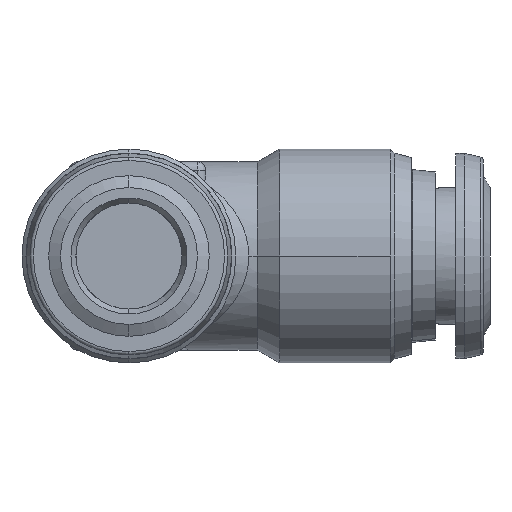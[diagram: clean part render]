
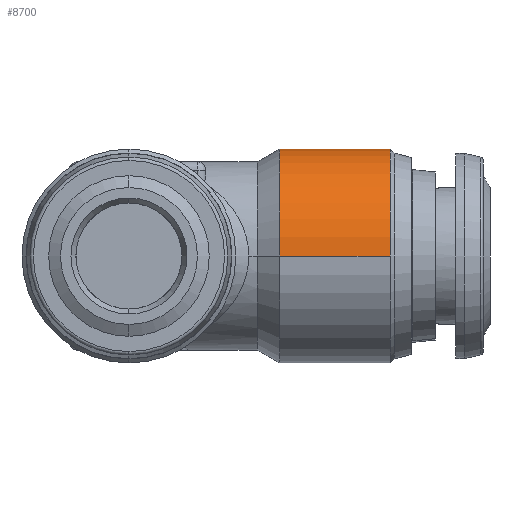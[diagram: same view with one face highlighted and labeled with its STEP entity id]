
A CAD part, left-side view. The second image highlights one B-rep face of the part: STEP entity #8700.
In plain terms, the highlighted cylindrical face has radius 6.25 mm (diameter 12.5 mm), a partial arc.
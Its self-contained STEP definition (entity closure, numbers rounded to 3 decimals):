
#326 = AXIS2_PLACEMENT_3D ( 'NONE', #7933, #7934, #7942 ) ;
#2565 = CIRCLE ( 'NONE', #3317, 6.25 ) ;
#2614 = CIRCLE ( 'NONE', #3334, 6.25 ) ;
#2630 = LINE ( 'NONE', #5999, #2633 ) ;
#2632 = CIRCLE ( 'NONE', #3337, 6.25 ) ;
#2633 = VECTOR ( 'NONE', #6000, 1000. ) ;
#2634 = LINE ( 'NONE', #5994, #2636 ) ;
#2636 = VECTOR ( 'NONE', #5995, 1000. ) ;
#2863 = FACE_OUTER_BOUND ( 'NONE', #8797, .T. ) ;
#2871 = CYLINDRICAL_SURFACE ( 'NONE', #326, 6.25 ) ;
#3317 = AXIS2_PLACEMENT_3D ( 'NONE', #5658, #5659, #5660 ) ;
#3334 = AXIS2_PLACEMENT_3D ( 'NONE', #5986, #5987, #5988 ) ;
#3337 = AXIS2_PLACEMENT_3D ( 'NONE', #6003, #6004, #6005 ) ;
#3362 = VERTEX_POINT ( 'NONE', #7316 ) ;
#3366 = VERTEX_POINT ( 'NONE', #7324 ) ;
#3416 = VERTEX_POINT ( 'NONE', #7374 ) ;
#3418 = VERTEX_POINT ( 'NONE', #7376 ) ;
#3421 = VERTEX_POINT ( 'NONE', #7379 ) ;
#4306 = EDGE_CURVE ( 'NONE', #3362, #3366, #2565, .T. ) ;
#4362 = EDGE_CURVE ( 'NONE', #3416, #3418, #2614, .T. ) ;
#4368 = EDGE_CURVE ( 'NONE', #3416, #3421, #2630, .T. ) ;
#4369 = EDGE_CURVE ( 'NONE', #3421, #3362, #2632, .T. ) ;
#4370 = EDGE_CURVE ( 'NONE', #3418, #3366, #2634, .T. ) ;
#5658 = CARTESIAN_POINT ( 'NONE',  ( 178.126, 175.978, 0. ) ) ;
#5659 = DIRECTION ( 'NONE',  ( 0., 1., 0. ) ) ;
#5660 = DIRECTION ( 'NONE',  ( -1., 0., 0. ) ) ;
#5986 = CARTESIAN_POINT ( 'NONE',  ( 178.126, 182.447, 0. ) ) ;
#5987 = DIRECTION ( 'NONE',  ( 0., 1., 0. ) ) ;
#5988 = DIRECTION ( 'NONE',  ( 1., 0., 0. ) ) ;
#5994 = CARTESIAN_POINT ( 'NONE',  ( 184.376, 178.517, 0. ) ) ;
#5995 = DIRECTION ( 'NONE',  ( 0., -1., 0. ) ) ;
#5999 = CARTESIAN_POINT ( 'NONE',  ( 171.876, 178.517, 0. ) ) ;
#6000 = DIRECTION ( 'NONE',  ( 0., -1., 0. ) ) ;
#6003 = CARTESIAN_POINT ( 'NONE',  ( 178.126, 175.978, 0. ) ) ;
#6004 = DIRECTION ( 'NONE',  ( 0., 1., 0. ) ) ;
#6005 = DIRECTION ( 'NONE',  ( -1., 0., 0. ) ) ;
#7316 = CARTESIAN_POINT ( 'NONE',  ( 178.126, 175.978, 6.25 ) ) ;
#7324 = CARTESIAN_POINT ( 'NONE',  ( 184.376, 175.978, 0. ) ) ;
#7374 = CARTESIAN_POINT ( 'NONE',  ( 171.876, 182.447, 0. ) ) ;
#7376 = CARTESIAN_POINT ( 'NONE',  ( 184.376, 182.447, 0. ) ) ;
#7379 = CARTESIAN_POINT ( 'NONE',  ( 171.876, 175.978, 0. ) ) ;
#7933 = CARTESIAN_POINT ( 'NONE',  ( 178.126, 178.517, 0. ) ) ;
#7934 = DIRECTION ( 'NONE',  ( 0., -1., 0. ) ) ;
#7942 = DIRECTION ( 'NONE',  ( 1., 0., 0. ) ) ;
#8510 = ORIENTED_EDGE ( 'NONE', *, *, #4306, .T. ) ;
#8511 = ORIENTED_EDGE ( 'NONE', *, *, #4369, .T. ) ;
#8512 = ORIENTED_EDGE ( 'NONE', *, *, #4368, .T. ) ;
#8513 = ORIENTED_EDGE ( 'NONE', *, *, #4362, .F. ) ;
#8545 = ORIENTED_EDGE ( 'NONE', *, *, #4370, .F. ) ;
#8700 = ADVANCED_FACE ( 'NONE', ( #2863 ), #2871, .T. ) ;
#8797 = EDGE_LOOP ( 'NONE', ( #8513, #8512, #8511, #8510, #8545 ) ) ;
